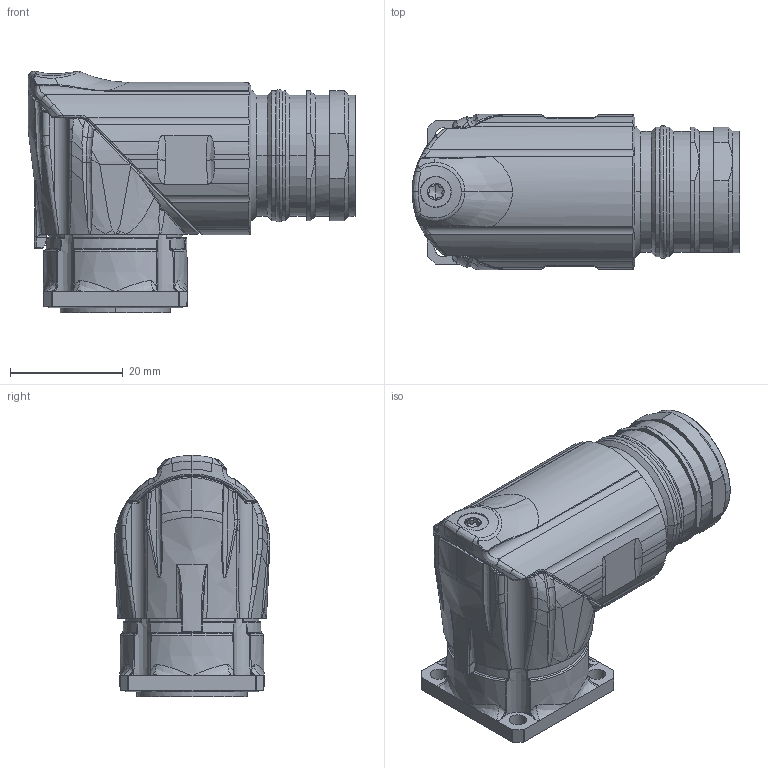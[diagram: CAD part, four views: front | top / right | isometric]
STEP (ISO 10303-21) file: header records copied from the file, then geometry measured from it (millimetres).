
FILE_DESCRIPTION(('CATIA V5 STEP Exchange','CAx-IF Rec.Pracs.--- Model Styling and Organization---1.5--- 2016-08-15','CAx-IF Rec.Pracs.---Supplemental Geometry---1.0---2011-11-01','CAx-IF Rec.Pracs.--- Composite Materials ---1.1---2010-07-15'),'2;1');
FILE_NAME ('008207-2_1', '2025-07-04T06:09:55+00:00', ('none'), ('Weidmueller'), 'CATIA Version 5-6 Release 2022 SP4 HF5', 'CATIA V5 STEP AP214 v3', 'none');
FILE_SCHEMA(('AUTOMOTIVE_DESIGN { 1 0 10303 214 1 1 1 1 }'));
Length unit declared in the file: millimetre
Products named in the file (1): 1169980000
Bounding box: 58.1 x 27.6 x 42.76 mm (x, y, z)
Volume: 33729.3 mm3; surface area: 8600.9 mm2
Topology: 1 solids, 1 shells, 645 faces, 2451 edges, 1794 vertices
Faces by surface type: bspline 385, cylinder 134, plane 66, cone 58, torus 2
Entity records: 39004 total; most frequent: CARTESIAN_POINT 23811, ORIENTED_EDGE 4846, EDGE_CURVE 2423, VERTEX_POINT 1794, B_SPLINE_CURVE_WITH_KNOTS 1318, DIRECTION 816, EDGE_LOOP 667, ADVANCED_FACE 645
